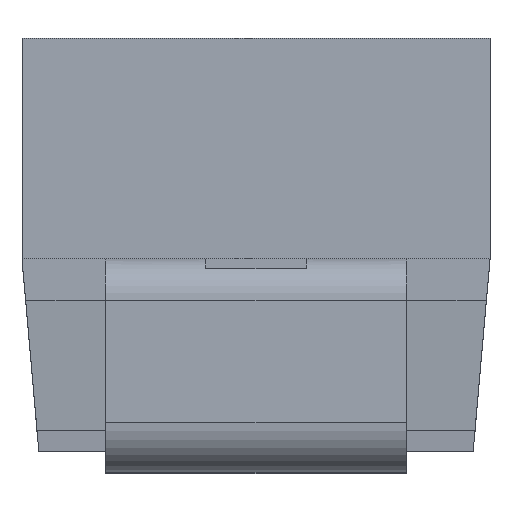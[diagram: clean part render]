
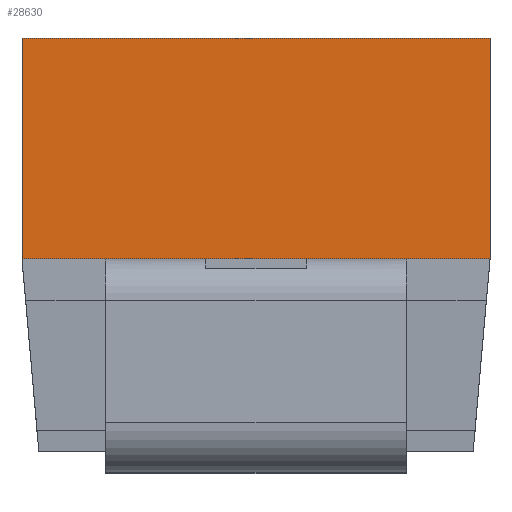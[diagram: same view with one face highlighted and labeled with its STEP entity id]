
A CAD part, top view. The second image highlights one B-rep face of the part: STEP entity #28630.
In plain terms, the highlighted planar face has unit normal (0, 0, 1).
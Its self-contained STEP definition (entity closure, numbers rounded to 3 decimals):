
#23110=CARTESIAN_POINT('',(-0.7,0.66,1.));
#23120=VERTEX_POINT('',#23110);
#23150=CARTESIAN_POINT('',(-0.7,0.,1.));
#23160=DIRECTION('',(0.,-1.,0.));
#23170=VECTOR('',#23160,1.);
#23180=LINE('',#23150,#23170);
#23190=CARTESIAN_POINT('',(-0.7,0.,1.));
#23200=VERTEX_POINT('',#23190);
#23210=EDGE_CURVE('',#23120,#23200,#23180,.T.);
#27480=CARTESIAN_POINT('',(0.7,0.66,1.));
#27490=VERTEX_POINT('',#27480);
#27520=CARTESIAN_POINT('',(0.,0.66,1.));
#27530=DIRECTION('',(1.,0.,-0.));
#27540=VECTOR('',#27530,1.);
#27550=LINE('',#27520,#27540);
#27560=EDGE_CURVE('',#23120,#27490,#27550,.T.);
#28400=CARTESIAN_POINT('',(-0.728,0.673,1.));
#28410=DIRECTION('',(0.,0.,1.));
#28420=DIRECTION('',(1.,0.,-0.));
#28430=AXIS2_PLACEMENT_3D('',#28400,#28410,#28420);
#28440=PLANE('',#28430);
#28450=ORIENTED_EDGE('',*,*,#27560,.F.);
#28460=CARTESIAN_POINT('',(0.7,0.,1.));
#28470=DIRECTION('',(-0.,1.,0.));
#28480=VECTOR('',#28470,1.);
#28490=LINE('',#28460,#28480);
#28500=CARTESIAN_POINT('',(0.7,0.,1.));
#28510=VERTEX_POINT('',#28500);
#28520=EDGE_CURVE('',#28510,#27490,#28490,.T.);
#28530=ORIENTED_EDGE('',*,*,#28520,.T.);
#28540=CARTESIAN_POINT('',(0.,0.,1.));
#28550=DIRECTION('',(1.,0.,0.));
#28560=VECTOR('',#28550,1.);
#28570=LINE('',#28540,#28560);
#28580=EDGE_CURVE('',#23200,#28510,#28570,.T.);
#28590=ORIENTED_EDGE('',*,*,#28580,.T.);
#28600=ORIENTED_EDGE('',*,*,#23210,.T.);
#28610=EDGE_LOOP('',(#28600,#28590,#28530,#28450));
#28620=FACE_OUTER_BOUND('',#28610,.T.);
#28630=ADVANCED_FACE('',(#28620),#28440,.T.);
